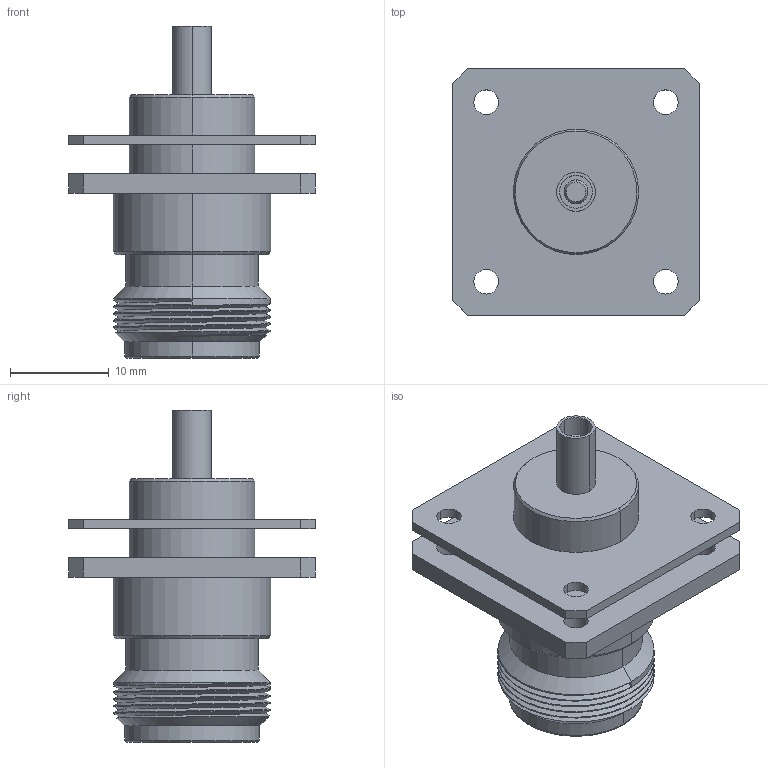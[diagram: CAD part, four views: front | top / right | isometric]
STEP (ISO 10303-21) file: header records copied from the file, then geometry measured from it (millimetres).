
FILE_DESCRIPTION((''),'2;1');
FILE_NAME('PRT0001','2021-08-14T',('1111'),(''),'PRO/ENGINEER BY PARAMETRIC TECHNOLOGY CORPORATION, 2012090','PRO/ENGINEER BY PARAMETRIC TECHNOLOGY CORPORATION, 2012090','');
FILE_SCHEMA(('CONFIG_CONTROL_DESIGN'));
Length unit declared in the file: millimetre
Products named in the file (1): PRT0001
Bounding box: 25 x 25 x 33.65 mm (x, y, z)
Volume: 5032.6 mm3; surface area: 4460.5 mm2
Topology: 1 solids, 1 shells, 116 faces, 292 edges, 187 vertices
Faces by surface type: cylinder 49, plane 45, cone 16, bspline 4, torus 2
Entity records: 4793 total; most frequent: CARTESIAN_POINT 1917, DIRECTION 595, ORIENTED_EDGE 580, EDGE_CURVE 290, AXIS2_PLACEMENT_3D 225, VERTEX_POINT 187, VECTOR 145, LINE 145
